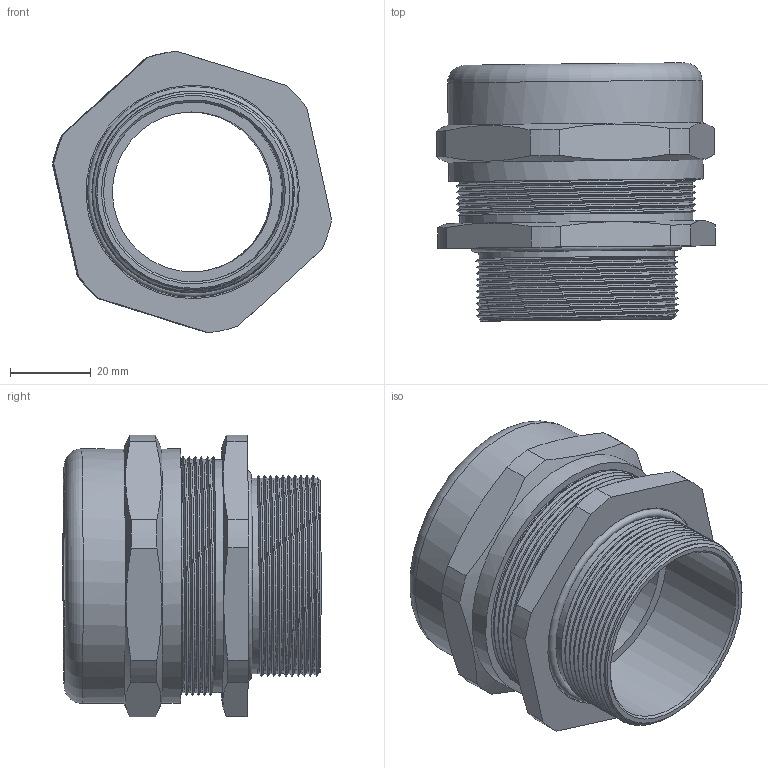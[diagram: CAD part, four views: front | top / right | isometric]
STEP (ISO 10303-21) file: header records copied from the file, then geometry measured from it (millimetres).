
FILE_DESCRIPTION(/* description */ ('E ALPHA X M 50x1,5, KB: 35-44 mm'),/* implementation_level */ '2;1');
FILE_NAME(/* name */ 'EBU56MBNC-RST.stp',/* time_stamp */ '2020-03-09T08:15:10+01:00',/* author */ ('sl'),/* organization */ (''),/* preprocessor_version */ 'ST-DEVELOPER v16.5',/* originating_system */ 'Autodesk Inventor 2017',/* authorisation */ '');
FILE_SCHEMA (('AUTOMOTIVE_DESIGN { 1 0 10303 214 3 1 1 }'));
Length unit declared in the file: millimetre
Products named in the file (7): EBU56MBNC; EBU56MBNC_1; EBU56MBNC_2; EBU56MBNC_3; EBU56MBNC_4; EBU56MBNC_5; EBU56MBNC_6
Assembly tree (6 placements, depth 2):
  EBU56MBNC
    EBU56MBNC_1
    EBU56MBNC_2
    EBU56MBNC_3
    EBU56MBNC_4
    EBU56MBNC_5
    EBU56MBNC_6
Bounding box: 68.93 x 63.74 x 69.59 mm (x, y, z)
Volume: 75624.7 mm3; surface area: 64145.8 mm2
Topology: 6 solids, 6 shells, 869 faces, 2537 edges, 1684 vertices
Faces by surface type: plane 533, cone 262, cylinder 64, bspline 6, torus 4
Full cylindrical faces by diameter (mm): 39.5 x1, 41.57 x1, 41.9 x1, 44.4 x1, 45.2 x1, 45.55 x1, 46.16 x1, 48.278 x11, 50.43 x1, 50.55 x1, 50.67 x1, 50.76 x1, 52.678 x1, 56.54 x1, 57.4 x12, 57.598 x7, 62.9 x2
Entity records: 33292 total; most frequent: CARTESIAN_POINT 11322, DIRECTION 4884, ORIENTED_EDGE 4832, EDGE_CURVE 2416, AXIS2_PLACEMENT_3D 2174, VERTEX_POINT 1620, EDGE_LOOP 882, FACE_OUTER_BOUND 839
